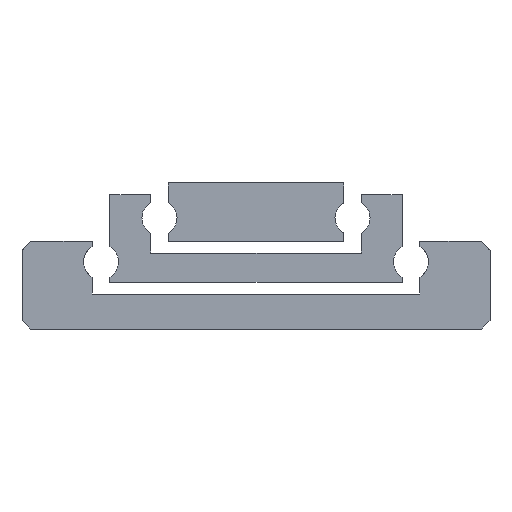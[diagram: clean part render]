
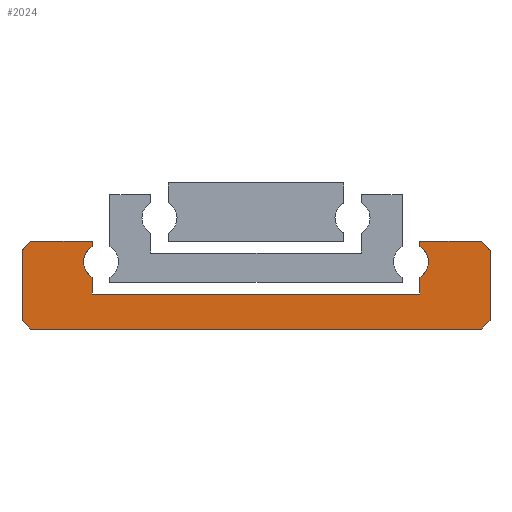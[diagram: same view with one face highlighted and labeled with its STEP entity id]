
A CAD part, front view. The second image highlights one B-rep face of the part: STEP entity #2024.
In plain terms, the highlighted planar face has unit normal (0, -1, 0).
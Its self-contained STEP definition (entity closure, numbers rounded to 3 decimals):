
#141=CARTESIAN_POINT('',(29.5,-375.,1.5));
#142=VERTEX_POINT('',#141);
#151=CARTESIAN_POINT('',(28.0,-375.0,4.098));
#152=VERTEX_POINT('',#151);
#153=CARTESIAN_POINT('',(26.5,-375.,1.5));
#154=DIRECTION('',(0.0,1.0,0.0));
#155=DIRECTION('',(1.0,0.0,0.0));
#156=AXIS2_PLACEMENT_3D('',#153,#154,#155);
#157=CIRCLE('',#156,3.0);
#158=EDGE_CURVE('',#152,#142,#157,.T.);
#310=CARTESIAN_POINT('',(-28.0,-375.0,4.098));
#311=VERTEX_POINT('',#310);
#318=CARTESIAN_POINT('',(-29.5,-375.,1.5));
#319=VERTEX_POINT('',#318);
#320=CARTESIAN_POINT('',(-26.5,-375.,1.5));
#321=DIRECTION('',(0.0,1.0,0.0));
#322=DIRECTION('',(1.0,0.0,0.0));
#323=AXIS2_PLACEMENT_3D('',#320,#321,#322);
#324=CIRCLE('',#323,3.0);
#325=EDGE_CURVE('',#319,#311,#324,.T.);
#1558=CARTESIAN_POINT('',(38.5,-375.0,5.));
#1559=VERTEX_POINT('',#1558);
#1566=CARTESIAN_POINT('',(40.0,-375.0,3.5));
#1567=VERTEX_POINT('',#1566);
#1568=CARTESIAN_POINT('',(38.5,-375.0,5.));
#1569=DIRECTION('',(0.707,0.0,-0.707));
#1570=VECTOR('',#1569,2.121);
#1571=LINE('',#1568,#1570);
#1572=EDGE_CURVE('',#1559,#1567,#1571,.T.);
#1622=CARTESIAN_POINT('',(-40.0,-375.0,-8.5));
#1623=VERTEX_POINT('',#1622);
#1630=CARTESIAN_POINT('',(-40.0,-375.0,3.5));
#1631=VERTEX_POINT('',#1630);
#1632=CARTESIAN_POINT('',(-40.0,-375.0,-8.5));
#1633=DIRECTION('',(0.0,0.0,1.0));
#1634=VECTOR('',#1633,12.);
#1635=LINE('',#1632,#1634);
#1636=EDGE_CURVE('',#1623,#1631,#1635,.T.);
#1678=CARTESIAN_POINT('',(40.0,-375.0,-8.5));
#1679=VERTEX_POINT('',#1678);
#1686=CARTESIAN_POINT('',(38.5,-375.,-10.));
#1687=VERTEX_POINT('',#1686);
#1688=CARTESIAN_POINT('',(40.0,-375.0,-8.5));
#1689=DIRECTION('',(-0.707,0.,-0.707));
#1690=VECTOR('',#1689,2.121);
#1691=LINE('',#1688,#1690);
#1692=EDGE_CURVE('',#1679,#1687,#1691,.T.);
#1720=CARTESIAN_POINT('',(40.0,-375.0,3.5));
#1721=DIRECTION('',(0.0,0.0,-1.0));
#1722=VECTOR('',#1721,12.);
#1723=LINE('',#1720,#1722);
#1724=EDGE_CURVE('',#1567,#1679,#1723,.T.);
#1892=CARTESIAN_POINT('',(-38.5,-375.0,5.0));
#1893=VERTEX_POINT('',#1892);
#1894=CARTESIAN_POINT('',(-40.0,-375.0,3.5));
#1895=DIRECTION('',(0.707,0.0,0.707));
#1896=VECTOR('',#1895,2.121);
#1897=LINE('',#1894,#1896);
#1898=EDGE_CURVE('',#1631,#1893,#1897,.T.);
#1917=CARTESIAN_POINT('',(-28.,-375.,5.0));
#1918=VERTEX_POINT('',#1917);
#1919=CARTESIAN_POINT('',(-38.5,-375.0,5.0));
#1920=DIRECTION('',(1.0,0.0,0.0));
#1921=VECTOR('',#1920,10.5);
#1922=LINE('',#1919,#1921);
#1923=EDGE_CURVE('',#1893,#1918,#1922,.T.);
#1935=CARTESIAN_POINT('',(0.,-375.,-7.5));
#1936=DIRECTION('',(0.0,1.0,0.0));
#1937=DIRECTION('',(0.0,0.0,1.0));
#1938=AXIS2_PLACEMENT_3D('',#1935,#1936,#1937);
#1939=PLANE('',#1938);
#1940=ORIENTED_EDGE('',*,*,#1692,.F.);
#1941=ORIENTED_EDGE('',*,*,#1724,.F.);
#1942=ORIENTED_EDGE('',*,*,#1572,.F.);
#1943=CARTESIAN_POINT('',(28.0,-375.,5.0));
#1944=VERTEX_POINT('',#1943);
#1945=CARTESIAN_POINT('',(28.0,-375.,5.0));
#1946=DIRECTION('',(1.0,0.0,0.0));
#1947=VECTOR('',#1946,10.5);
#1948=LINE('',#1945,#1947);
#1949=EDGE_CURVE('',#1944,#1559,#1948,.T.);
#1950=ORIENTED_EDGE('',*,*,#1949,.F.);
#1951=CARTESIAN_POINT('',(28.0,-375.0,4.098));
#1952=DIRECTION('',(0.0,0.0,1.0));
#1953=VECTOR('',#1952,0.902);
#1954=LINE('',#1951,#1953);
#1955=EDGE_CURVE('',#152,#1944,#1954,.T.);
#1956=ORIENTED_EDGE('',*,*,#1955,.F.);
#1957=ORIENTED_EDGE('',*,*,#158,.T.);
#1958=CARTESIAN_POINT('',(28.0,-375.0,-1.098));
#1959=VERTEX_POINT('',#1958);
#1960=CARTESIAN_POINT('',(26.5,-375.,1.5));
#1961=DIRECTION('',(0.0,1.0,0.0));
#1962=DIRECTION('',(1.0,0.0,0.0));
#1963=AXIS2_PLACEMENT_3D('',#1960,#1961,#1962);
#1964=CIRCLE('',#1963,3.0);
#1965=EDGE_CURVE('',#142,#1959,#1964,.T.);
#1966=ORIENTED_EDGE('',*,*,#1965,.T.);
#1967=CARTESIAN_POINT('',(28.0,-375.,-4.0));
#1968=VERTEX_POINT('',#1967);
#1969=CARTESIAN_POINT('',(28.0,-375.,-4.0));
#1970=DIRECTION('',(0.0,0.0,1.0));
#1971=VECTOR('',#1970,2.902);
#1972=LINE('',#1969,#1971);
#1973=EDGE_CURVE('',#1968,#1959,#1972,.T.);
#1974=ORIENTED_EDGE('',*,*,#1973,.F.);
#1975=CARTESIAN_POINT('',(-28.0,-375.,-4.0));
#1976=VERTEX_POINT('',#1975);
#1977=CARTESIAN_POINT('',(-28.0,-375.,-4.0));
#1978=DIRECTION('',(1.0,0.0,0.0));
#1979=VECTOR('',#1978,56.0);
#1980=LINE('',#1977,#1979);
#1981=EDGE_CURVE('',#1976,#1968,#1980,.T.);
#1982=ORIENTED_EDGE('',*,*,#1981,.F.);
#1983=CARTESIAN_POINT('',(-28.0,-375.0,-1.098));
#1984=VERTEX_POINT('',#1983);
#1985=CARTESIAN_POINT('',(-28.0,-375.0,-1.098));
#1986=DIRECTION('',(0.0,0.0,-1.0));
#1987=VECTOR('',#1986,2.902);
#1988=LINE('',#1985,#1987);
#1989=EDGE_CURVE('',#1984,#1976,#1988,.T.);
#1990=ORIENTED_EDGE('',*,*,#1989,.F.);
#1991=CARTESIAN_POINT('',(-26.5,-375.,1.5));
#1992=DIRECTION('',(0.0,1.0,0.0));
#1993=DIRECTION('',(1.0,0.0,0.0));
#1994=AXIS2_PLACEMENT_3D('',#1991,#1992,#1993);
#1995=CIRCLE('',#1994,3.0);
#1996=EDGE_CURVE('',#1984,#319,#1995,.T.);
#1997=ORIENTED_EDGE('',*,*,#1996,.T.);
#1998=ORIENTED_EDGE('',*,*,#325,.T.);
#1999=CARTESIAN_POINT('',(-28.,-375.,5.0));
#2000=DIRECTION('',(0.0,0.0,-1.0));
#2001=VECTOR('',#2000,0.902);
#2002=LINE('',#1999,#2001);
#2003=EDGE_CURVE('',#1918,#311,#2002,.T.);
#2004=ORIENTED_EDGE('',*,*,#2003,.F.);
#2005=ORIENTED_EDGE('',*,*,#1923,.F.);
#2006=ORIENTED_EDGE('',*,*,#1898,.F.);
#2007=ORIENTED_EDGE('',*,*,#1636,.F.);
#2008=CARTESIAN_POINT('',(-38.5,-375.,-10.));
#2009=VERTEX_POINT('',#2008);
#2010=CARTESIAN_POINT('',(-38.5,-375.,-10.));
#2011=DIRECTION('',(-0.707,0.,0.707));
#2012=VECTOR('',#2011,2.121);
#2013=LINE('',#2010,#2012);
#2014=EDGE_CURVE('',#2009,#1623,#2013,.T.);
#2015=ORIENTED_EDGE('',*,*,#2014,.F.);
#2016=CARTESIAN_POINT('',(-38.5,-375.,-10.));
#2017=DIRECTION('',(1.0,0.0,0.0));
#2018=VECTOR('',#2017,77.0);
#2019=LINE('',#2016,#2018);
#2020=EDGE_CURVE('',#2009,#1687,#2019,.T.);
#2021=ORIENTED_EDGE('',*,*,#2020,.T.);
#2022=EDGE_LOOP('',(#1940,#1941,#1942,#1950,#1956,#1957,#1966,#1974,#1982,#1990,#1997,#1998,#2004,#2005,#2006,#2007,#2015,#2021));
#2023=FACE_OUTER_BOUND('',#2022,.T.);
#2024=ADVANCED_FACE('',(#2023),#1939,.F.);
